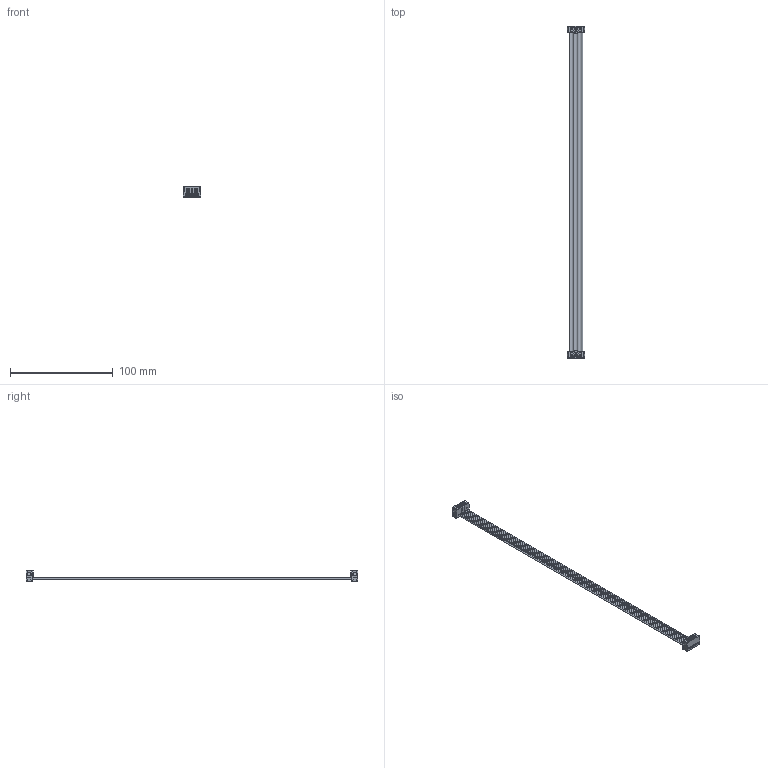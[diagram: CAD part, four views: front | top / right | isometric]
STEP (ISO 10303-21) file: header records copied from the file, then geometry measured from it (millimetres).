
FILE_DESCRIPTION (( 'STEP AP214' ), '1' );
FILE_NAME ('1099-A1P-A.STEP', '2013-05-15T14:48:52', ( '3DAssist' ), ( '' ), 'SwSTEP 2.0', 'SolidWorks 2013', '' );
FILE_SCHEMA (( 'AUTOMOTIVE_DESIGN' ));
Length unit declared in the file: millimetre
Products named in the file (1): 1099-A1P-A
Bounding box: 17.3 x 323 x 10.3 mm (x, y, z)
Volume: 6271 mm3; surface area: 13352.1 mm2
Topology: 3 solids, 3 shells, 464 faces, 1192 edges, 768 vertices
Faces by surface type: plane 376, bspline 50, cylinder 38
Entity records: 17010 total; most frequent: CARTESIAN_POINT 3531, ORIENTED_EDGE 2384, DIRECTION 1998, EDGE_CURVE 1192, LINE 1016, VECTOR 1016, VERTEX_POINT 768, EDGE_LOOP 502
